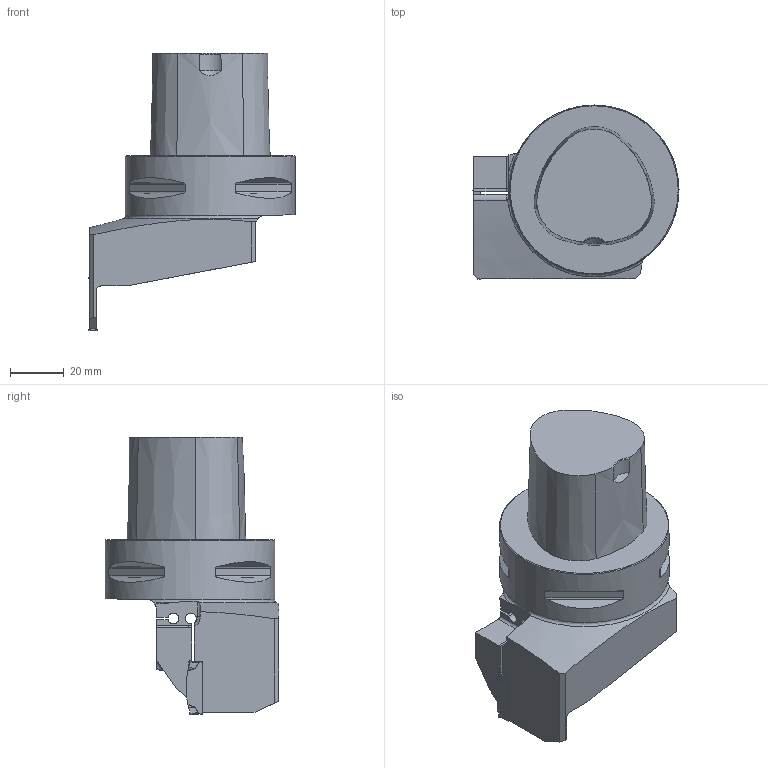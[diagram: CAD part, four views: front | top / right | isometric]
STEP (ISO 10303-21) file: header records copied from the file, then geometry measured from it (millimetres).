
FILE_DESCRIPTION(/* description */ (''),/* implementation_level */ '2;1');
FILE_NAME(/* name */ 'TOOLASSEMBLY_1.STP',/* time_stamp */ '2022-09-08T09:43:22+02:00',/* author */ (''),/* organization */ ('SMS'),/* preprocessor_version */ 'ST-DEVELOPER v16.7',/* originating_system */ 'SIEMENS PLM Software NX 12.0',/* authorisation */ '');
FILE_SCHEMA (('AUTOMOTIVE_DESIGN { 1 0 10303 214 3 1 1 1 }'));
Length unit declared in the file: millimetre
Products named in the file (4): ASSEMBLY_CONSTRUCTION; CUT_20220908094218; NOCUT_20220908094125; TOOLASSEMBLY_1
Assembly tree (3 placements, depth 2):
  TOOLASSEMBLY_1
    NOCUT_20220908094125
    CUT_20220908094218
    ASSEMBLY_CONSTRUCTION
Bounding box: 76.5 x 64.5 x 103 mm (x, y, z)
Volume: 180712.2 mm3; surface area: 26335.6 mm2
Topology: 2 solids, 2 shells, 156 faces, 409 edges, 266 vertices
Faces by surface type: plane 73, cylinder 37, bspline 32, cone 11, torus 3
Full cylindrical faces by diameter (mm): 63 x1
Entity records: 6222 total; most frequent: CARTESIAN_POINT 2528, ORIENTED_EDGE 810, DIRECTION 655, EDGE_CURVE 405, VERTEX_POINT 260, AXIS2_PLACEMENT_3D 227, LINE 201, VECTOR 201
